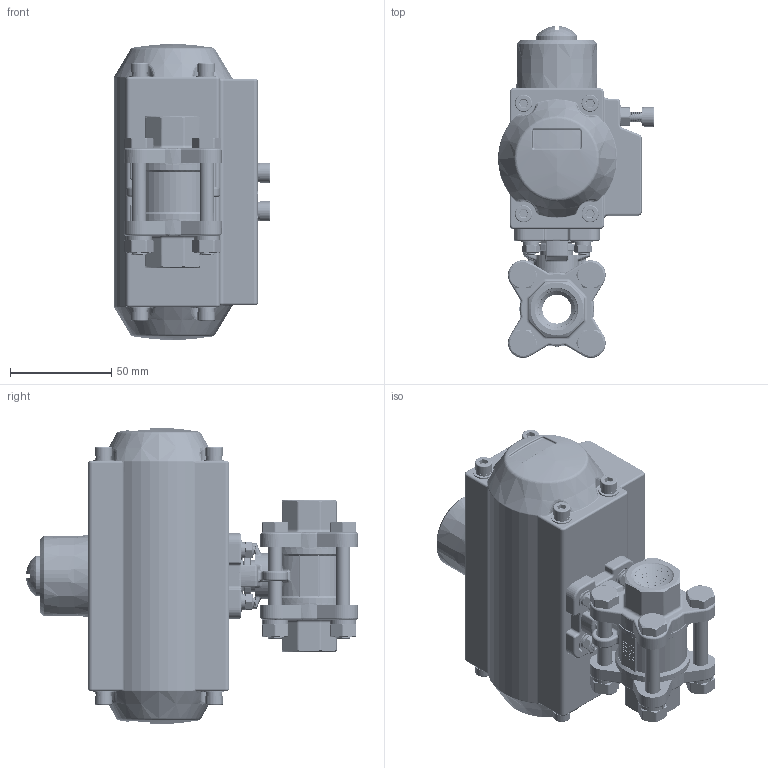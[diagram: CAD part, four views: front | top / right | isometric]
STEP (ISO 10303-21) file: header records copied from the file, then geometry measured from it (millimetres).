
FILE_DESCRIPTION (( 'STEP AP214' ), '1' );
FILE_NAME ('KD1-2.STEP', '2019-02-11T18:22:26', ( '' ), ( '' ), 'SwSTEP 2.0', 'SolidWorks 2016', '' );
FILE_SCHEMA (( 'AUTOMOTIVE_DESIGN' ));
Length unit declared in the file: millimetre
Products named in the file (1): KD1-2
Bounding box: 76.9 x 163.66 x 146 mm (x, y, z)
Volume: 649374.8 mm3; surface area: 133942.3 mm2
Topology: 59 solids, 59 shells, 3388 faces, 8641 edges, 5399 vertices
Faces by surface type: cylinder 1552, plane 735, bspline 403, cone 313, torus 279, sphere 106
Entity records: 259676 total; most frequent: CARTESIAN_POINT 147641, ORIENTED_EDGE 17142, DIRECTION 13796, EDGE_CURVE 8571, AXIS2_PLACEMENT_3D 5416, VERTEX_POINT 5398, EDGE_LOOP 3577, UNCERTAINTY_MEASURE_WITH_UNIT 3449
